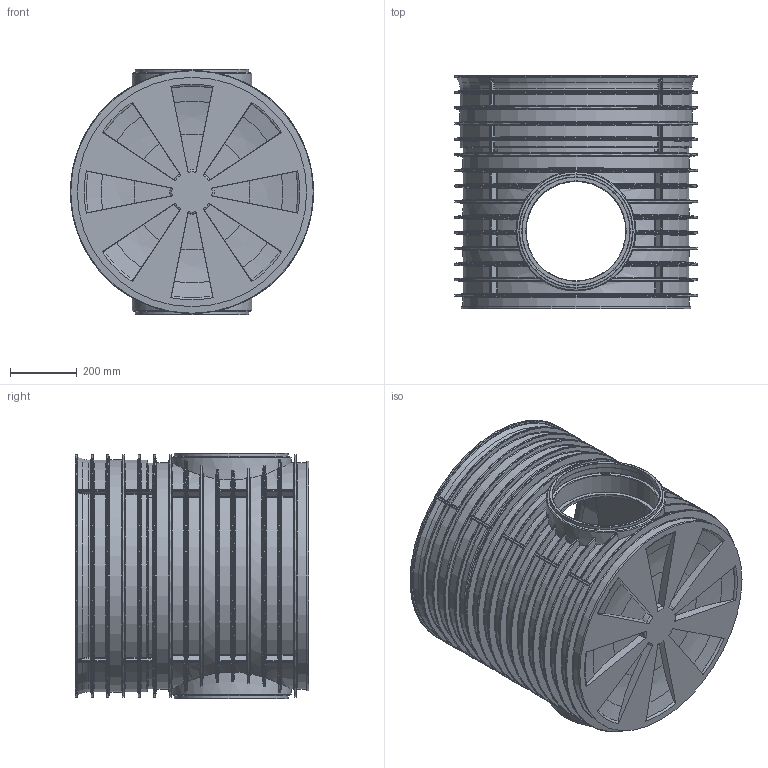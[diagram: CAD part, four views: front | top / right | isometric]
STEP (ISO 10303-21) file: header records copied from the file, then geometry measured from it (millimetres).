
FILE_DESCRIPTION(/* description */ (''),/* implementation_level */ '2;1');
FILE_NAME(/* name */ '661060z.stp',/* time_stamp */ '2025-01-18T08:40:52+01:00',/* author */ ('corinna'),/* organization */ (''),/* preprocessor_version */ 'ST-DEVELOPER v20',/* originating_system */ 'Autodesk Inventor 2024',/* authorisation */ '');
FILE_SCHEMA (('AUTOMOTIVE_DESIGN { 1 0 10303 214 3 1 1 }'));
Length unit declared in the file: millimetre
Products named in the file (3): 661060z; 661060 Schacht DN600 Boden; 661060 Schachtboden DN600 Grundkörper
Assembly tree (2 placements, depth 2):
  661060z
    661060 Schacht DN600 Boden
    661060 Schachtboden DN600 Grundkörper
Bounding box: 731 x 702 x 739 mm (x, y, z)
Volume: 31524151 mm3; surface area: 6506928.1 mm2
Topology: 2 solids, 6 shells, 1595 faces, 3910 edges, 2188 vertices
Faces by surface type: bspline 555, cylinder 293, torus 283, plane 162, sphere 160, cone 142
Full cylindrical faces by diameter (mm): 120 x1, 185 x1, 200 x1, 300 x2, 324 x4, 342 x4, 640 x1, 650 x1, 666 x2, 681 x2, 685 x1, 690 x1, 700 x1, 731 x4
Entity records: 64113 total; most frequent: CARTESIAN_POINT 31039, ORIENTED_EDGE 7500, DIRECTION 6036, EDGE_CURVE 3750, AXIS2_PLACEMENT_3D 2732, VERTEX_POINT 2188, CIRCLE 1679, EDGE_LOOP 1636
